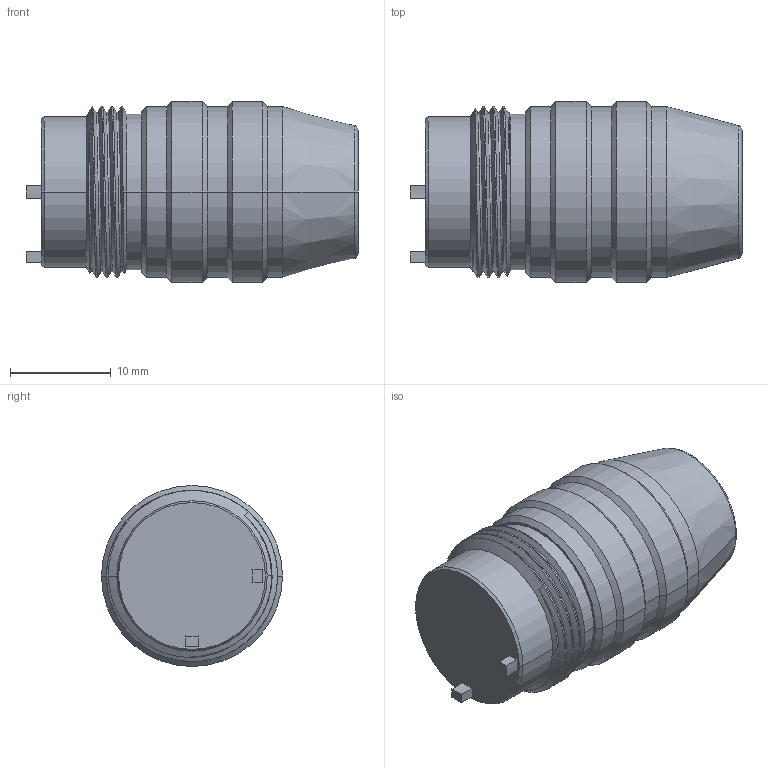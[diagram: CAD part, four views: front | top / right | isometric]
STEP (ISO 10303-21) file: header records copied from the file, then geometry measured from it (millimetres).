
FILE_DESCRIPTION((''),'2;1');
FILE_NAME('13301P1_SW0001','2021-02-08T16:41:17',('cgregory'),('NET AG system integration'),'CREO PARAMETRIC BY PTC INC, 2019292','CREO PARAMETRIC BY PTC INC, 2019292','');
FILE_SCHEMA(('AUTOMOTIVE_DESIGN { 1 0 10303 214 1 1 1 1 }'));
Length unit declared in the file: millimetre
Products named in the file (1): 13301P1_SW0001
Bounding box: 33 x 18 x 18 mm (x, y, z)
Volume: 6363.3 mm3; surface area: 2218.9 mm2
Topology: 1 solids, 1 shells, 64 faces, 142 edges, 84 vertices
Faces by surface type: cylinder 24, cone 20, plane 10, bspline 6, torus 4
Entity records: 3782 total; most frequent: CARTESIAN_POINT 2040, DIRECTION 310, ORIENTED_EDGE 284, EDGE_CURVE 142, AXIS2_PLACEMENT_3D 124, VERTEX_POINT 84, EDGE_LOOP 68, FACE_OUTER_BOUND 64
